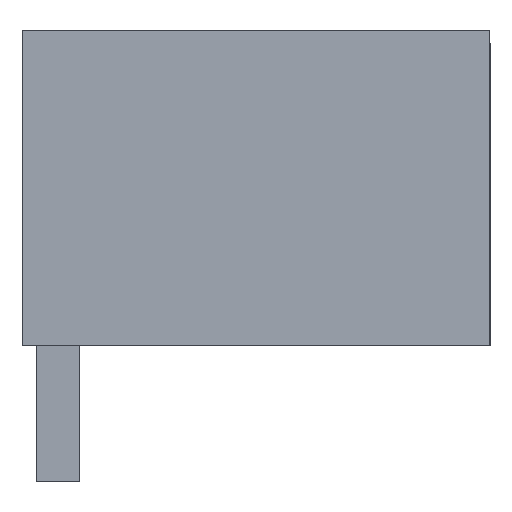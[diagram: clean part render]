
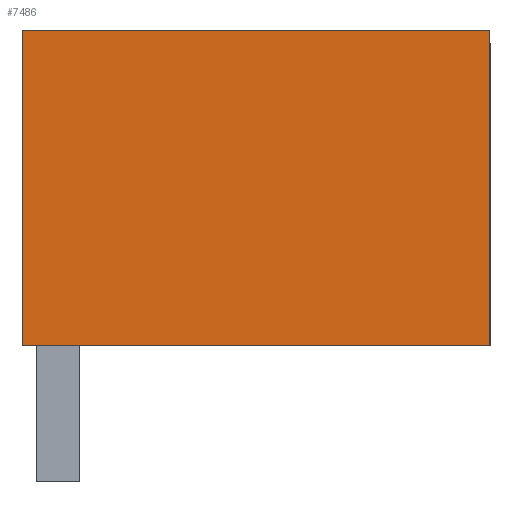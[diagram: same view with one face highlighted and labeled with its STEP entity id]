
A CAD part, left-side view. The second image highlights one B-rep face of the part: STEP entity #7486.
In plain terms, the highlighted planar face has unit normal (-1, 0, 0).
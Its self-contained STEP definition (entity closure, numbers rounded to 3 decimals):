
#7473=AXIS2_PLACEMENT_3D('Plane Axis2P3D',#7470,#7471,#7472) ;
#2642=CARTESIAN_POINT('Vertex',(0.,11.05,3.2)) ;
#2645=CARTESIAN_POINT('Line Origine',(0.,11.05,6.925)) ;
#2649=CARTESIAN_POINT('Vertex',(0.,11.05,10.65)) ;
#3087=CARTESIAN_POINT('Line Origine',(0.,5.525,3.2)) ;
#3091=CARTESIAN_POINT('Vertex',(0.,0.,3.2)) ;
#6327=CARTESIAN_POINT('Line Origine',(0.,5.525,10.65)) ;
#6331=CARTESIAN_POINT('Vertex',(0.,0.,10.65)) ;
#7470=CARTESIAN_POINT('Axis2P3D Location',(0.,-2.377,0.)) ;
#7475=CARTESIAN_POINT('Line Origine',(0.,0.,6.925)) ;
#2646=DIRECTION('Vector Direction',(0.,0.,-1.)) ;
#3088=DIRECTION('Vector Direction',(0.,1.,0.)) ;
#6328=DIRECTION('Vector Direction',(0.,-1.,0.)) ;
#7471=DIRECTION('Axis2P3D Direction',(1.,-0.,0.)) ;
#7472=DIRECTION('Axis2P3D XDirection',(0.,1.,0.)) ;
#7476=DIRECTION('Vector Direction',(0.,0.,1.)) ;
#2647=VECTOR('Line Direction',#2646,1.) ;
#3089=VECTOR('Line Direction',#3088,1.) ;
#6329=VECTOR('Line Direction',#6328,1.) ;
#7477=VECTOR('Line Direction',#7476,1.) ;
#7481=ORIENTED_EDGE('',*,*,#6333,.F.) ;
#7482=ORIENTED_EDGE('',*,*,#2651,.T.) ;
#7483=ORIENTED_EDGE('',*,*,#3093,.F.) ;
#7484=ORIENTED_EDGE('',*,*,#7479,.T.) ;
#7486=ADVANCED_FACE('HOUSING',(#7485),#7474,.F.) ;
#2651=EDGE_CURVE('',#2650,#2643,#2648,.T.) ;
#3093=EDGE_CURVE('',#3092,#2643,#3090,.T.) ;
#6333=EDGE_CURVE('',#2650,#6332,#6330,.T.) ;
#7479=EDGE_CURVE('',#3092,#6332,#7478,.T.) ;
#7480=EDGE_LOOP('',(#7481,#7482,#7483,#7484)) ;
#7485=FACE_OUTER_BOUND('',#7480,.T.) ;
#2648=LINE('Line',#2645,#2647) ;
#3090=LINE('Line',#3087,#3089) ;
#6330=LINE('Line',#6327,#6329) ;
#7478=LINE('Line',#7475,#7477) ;
#7474=PLANE('',#7473) ;
#2643=VERTEX_POINT('',#2642) ;
#2650=VERTEX_POINT('',#2649) ;
#3092=VERTEX_POINT('',#3091) ;
#6332=VERTEX_POINT('',#6331) ;
